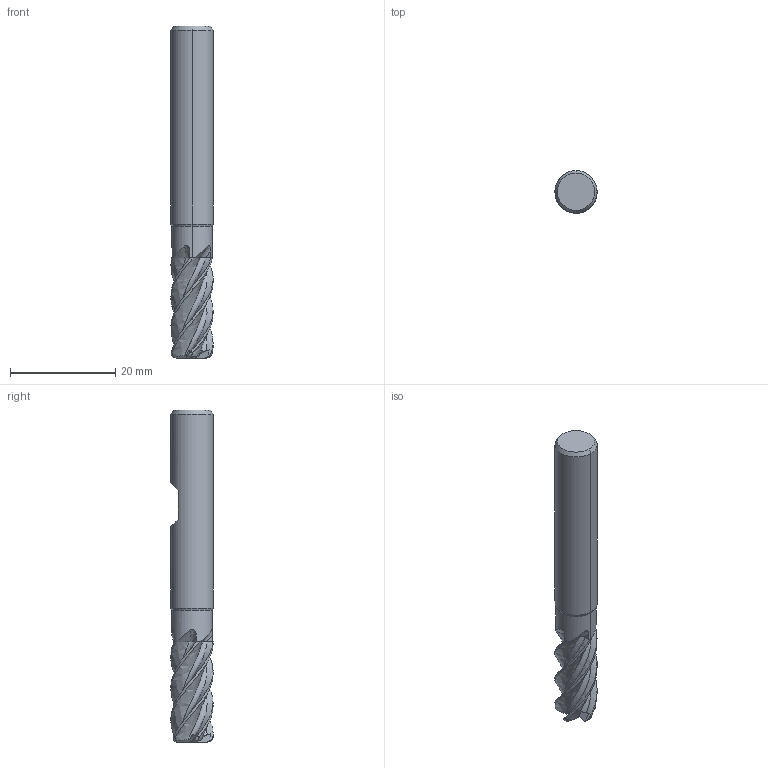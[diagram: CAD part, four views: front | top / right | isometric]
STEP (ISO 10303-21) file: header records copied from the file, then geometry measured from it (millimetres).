
FILE_DESCRIPTION(('no description'),'unknown implementation level');
FILE_NAME('EXM1-M06-0124-8_1-Detail.stp',' ',('CIMSOURCE GmbH'),('CADClick - KiM GmbH - www.kimweb.de'),'unknown preprocess','ACIS','unknown authorization');
FILE_SCHEMA(('automotive_design'));
Length unit declared in the file: millimetre
Products named in the file (2): NOCUT; CUT
Bounding box: 8 x 8 x 63 mm (x, y, z)
Volume: 2651.8 mm3; surface area: 1860.7 mm2
Topology: 2 solids, 2 shells, 130 faces, 355 edges, 225 vertices
Faces by surface type: plane 44, bspline 40, cone 20, revolution 15, torus 7, cylinder 4
Entity records: 22959 total; most frequent: CARTESIAN_POINT 16204, STYLED_ITEM 708, PRESENTATION_STYLE_ASSIGNMENT 708, COLOUR_RGB 708, ORIENTED_EDGE 702, DIRECTION 394, EDGE_CURVE 351, CURVE_STYLE 351
